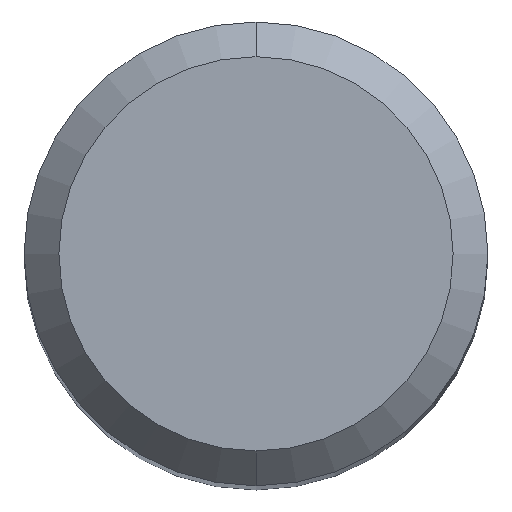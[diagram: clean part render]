
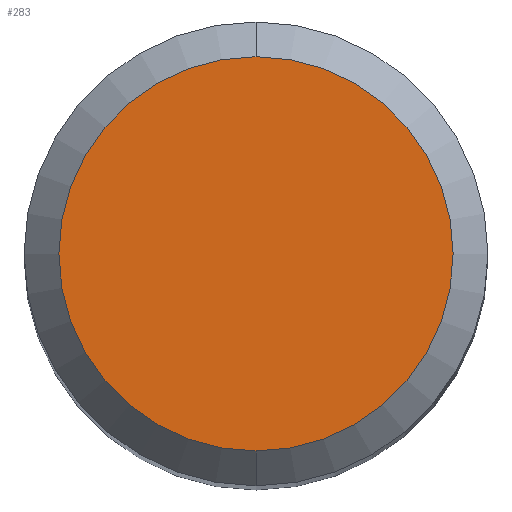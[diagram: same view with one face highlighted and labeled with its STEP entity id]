
A CAD part, top view. The second image highlights one B-rep face of the part: STEP entity #283.
In plain terms, the highlighted planar face has unit normal (0, 0, 1).
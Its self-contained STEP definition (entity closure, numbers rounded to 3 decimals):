
#245=VERTEX_POINT('',#604);
#283=ADVANCED_FACE('',(#647),#648,.T.);
#323=VERTEX_POINT('',#692);
#333=EDGE_CURVE('',#245,#323,#703,.T.);
#491=EDGE_CURVE('',#323,#245,#880,.T.);
#604=CARTESIAN_POINT('',(0.,-1.7,0.0));
#647=FACE_OUTER_BOUND('',#1095,.T.);
#648=PLANE('',#1096);
#692=CARTESIAN_POINT('',(0.0,1.7,0.0));
#703=CIRCLE('',#1235,1.7);
#880=CIRCLE('',#1565,1.7);
#1095=EDGE_LOOP('',(#1767,#1768));
#1096=AXIS2_PLACEMENT_3D('',#1769,#1770,#1771);
#1235=AXIS2_PLACEMENT_3D('',#1831,#1832,#1833);
#1565=AXIS2_PLACEMENT_3D('',#2021,#2022,#2023);
#1767=ORIENTED_EDGE('',*,*,#491,.F.);
#1768=ORIENTED_EDGE('',*,*,#333,.F.);
#1769=CARTESIAN_POINT('',(0.0,0.85,0.0));
#1770=DIRECTION('',(-0.0,0.0,1.0));
#1771=DIRECTION('',(0.0,-1.0,0.0));
#1831=CARTESIAN_POINT('',(0.0,0.0,0.0));
#1832=DIRECTION('',(0.0,0.0,-1.0));
#1833=DIRECTION('',(0.0,1.0,0.0));
#2021=CARTESIAN_POINT('',(0.0,0.0,0.0));
#2022=DIRECTION('',(0.0,0.0,-1.0));
#2023=DIRECTION('',(0.0,1.0,0.0));
